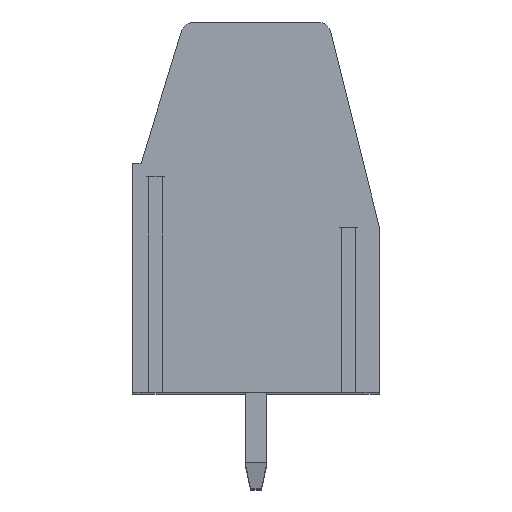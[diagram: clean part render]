
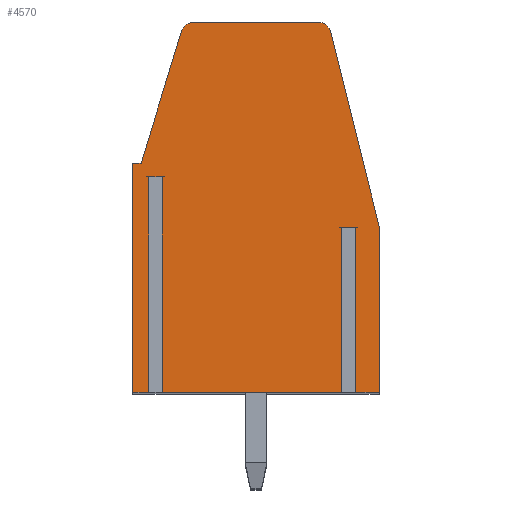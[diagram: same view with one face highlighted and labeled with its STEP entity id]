
A CAD part, top view. The second image highlights one B-rep face of the part: STEP entity #4570.
In plain terms, the highlighted planar face has unit normal (0, 0, 1).
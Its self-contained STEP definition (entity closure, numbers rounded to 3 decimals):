
#13=DIRECTION('',(-1.,0.,0.));
#14=VECTOR('',#13,0.503);
#15=CARTESIAN_POINT('',(-3.413,1.1,38.1));
#16=LINE('',#15,#14);
#17=DIRECTION('',(0.,1.,0.));
#18=VECTOR('',#17,7.85);
#19=CARTESIAN_POINT('',(-3.917,-6.75,38.1));
#20=LINE('',#19,#18);
#21=DIRECTION('',(1.,0.,0.));
#22=VECTOR('',#21,0.583);
#23=CARTESIAN_POINT('',(-4.5,-6.75,38.1));
#24=LINE('',#23,#22);
#25=DIRECTION('',(0.,-1.,0.));
#26=VECTOR('',#25,8.35);
#27=CARTESIAN_POINT('',(-4.5,1.6,38.1));
#28=LINE('',#27,#26);
#29=DIRECTION('',(-1.,0.,0.));
#30=VECTOR('',#29,0.31);
#31=CARTESIAN_POINT('',(-4.19,1.6,38.1));
#32=LINE('',#31,#30);
#33=DIRECTION('',(-0.292,-0.956,0.));
#34=VECTOR('',#33,5.015);
#35=CARTESIAN_POINT('',(-2.723,6.396,38.1));
#36=LINE('',#35,#34);
#37=CARTESIAN_POINT('',(-2.245,6.25,38.1));
#38=DIRECTION('',(0.,0.,1.));
#39=DIRECTION('',(0.,1.,0.));
#40=AXIS2_PLACEMENT_3D('',#37,#38,#39);
#42=DIRECTION('',(-1.,0.,0.));
#43=VECTOR('',#42,4.489);
#44=CARTESIAN_POINT('',(2.244,6.75,38.1));
#45=LINE('',#44,#43);
#46=CARTESIAN_POINT('',(2.244,6.25,38.1));
#47=DIRECTION('',(0.,0.,1.));
#48=DIRECTION('',(0.97,0.242,0.));
#49=AXIS2_PLACEMENT_3D('',#46,#47,#48);
#51=DIRECTION('',(-0.242,0.97,0.));
#52=VECTOR('',#51,7.318);
#53=CARTESIAN_POINT('',(4.5,-0.73,38.1));
#54=LINE('',#53,#52);
#55=DIRECTION('',(0.,1.,0.));
#56=VECTOR('',#55,6.02);
#57=CARTESIAN_POINT('',(4.5,-6.75,38.1));
#58=LINE('',#57,#56);
#59=DIRECTION('',(1.,0.,0.));
#60=VECTOR('',#59,0.863);
#61=CARTESIAN_POINT('',(3.637,-6.75,38.1));
#62=LINE('',#61,#60);
#63=DIRECTION('',(0.,1.,0.));
#64=VECTOR('',#63,6.02);
#65=CARTESIAN_POINT('',(3.637,-6.75,38.1));
#66=LINE('',#65,#64);
#67=DIRECTION('',(-1.,0.,0.));
#68=VECTOR('',#67,0.503);
#69=CARTESIAN_POINT('',(3.637,-0.73,38.1));
#70=LINE('',#69,#68);
#71=DIRECTION('',(0.,1.,0.));
#72=VECTOR('',#71,6.02);
#73=CARTESIAN_POINT('',(3.133,-6.75,38.1));
#74=LINE('',#73,#72);
#75=DIRECTION('',(1.,0.,0.));
#76=VECTOR('',#75,6.547);
#77=CARTESIAN_POINT('',(-3.413,-6.75,38.1));
#78=LINE('',#77,#76);
#79=DIRECTION('',(0.,1.,0.));
#80=VECTOR('',#79,7.85);
#81=CARTESIAN_POINT('',(-3.413,-6.75,38.1));
#82=LINE('',#81,#80);
#3565=CARTESIAN_POINT('',(4.5,-6.75,38.1));
#3566=CARTESIAN_POINT('',(4.5,-0.73,38.1));
#3567=VERTEX_POINT('',#3565);
#3568=VERTEX_POINT('',#3566);
#3569=CARTESIAN_POINT('',(2.73,6.371,38.1));
#3570=VERTEX_POINT('',#3569);
#3571=CARTESIAN_POINT('',(2.244,6.75,38.1));
#3572=VERTEX_POINT('',#3571);
#3573=CARTESIAN_POINT('',(-2.245,6.75,38.1));
#3574=VERTEX_POINT('',#3573);
#3575=CARTESIAN_POINT('',(-2.723,6.396,38.1));
#3576=VERTEX_POINT('',#3575);
#3577=CARTESIAN_POINT('',(-4.19,1.6,38.1));
#3578=VERTEX_POINT('',#3577);
#3579=CARTESIAN_POINT('',(-4.5,1.6,38.1));
#3580=VERTEX_POINT('',#3579);
#3581=CARTESIAN_POINT('',(-4.5,-6.75,38.1));
#3582=VERTEX_POINT('',#3581);
#3657=CARTESIAN_POINT('',(3.637,-0.73,38.1));
#3658=CARTESIAN_POINT('',(3.133,-0.73,38.1));
#3659=VERTEX_POINT('',#3657);
#3660=VERTEX_POINT('',#3658);
#3661=CARTESIAN_POINT('',(3.133,-6.75,38.1));
#3662=VERTEX_POINT('',#3661);
#3663=CARTESIAN_POINT('',(3.637,-6.75,38.1));
#3664=VERTEX_POINT('',#3663);
#3681=CARTESIAN_POINT('',(-3.413,1.1,38.1));
#3682=CARTESIAN_POINT('',(-3.917,1.1,38.1));
#3683=VERTEX_POINT('',#3681);
#3684=VERTEX_POINT('',#3682);
#3685=CARTESIAN_POINT('',(-3.413,-6.75,38.1));
#3686=VERTEX_POINT('',#3685);
#3687=CARTESIAN_POINT('',(-3.917,-6.75,38.1));
#3688=VERTEX_POINT('',#3687);
#4529=CARTESIAN_POINT('',(0.,0.,38.1));
#4530=DIRECTION('',(0.,0.,1.));
#4531=DIRECTION('',(1.,0.,0.));
#4532=AXIS2_PLACEMENT_3D('',#4529,#4530,#4531);
#4533=PLANE('',#4532);
#4535=ORIENTED_EDGE('',*,*,#4534,.T.);
#4537=ORIENTED_EDGE('',*,*,#4536,.F.);
#4539=ORIENTED_EDGE('',*,*,#4538,.F.);
#4541=ORIENTED_EDGE('',*,*,#4540,.F.);
#4543=ORIENTED_EDGE('',*,*,#4542,.F.);
#4545=ORIENTED_EDGE('',*,*,#4544,.F.);
#4547=ORIENTED_EDGE('',*,*,#4546,.F.);
#4549=ORIENTED_EDGE('',*,*,#4548,.F.);
#4551=ORIENTED_EDGE('',*,*,#4550,.F.);
#4553=ORIENTED_EDGE('',*,*,#4552,.F.);
#4555=ORIENTED_EDGE('',*,*,#4554,.F.);
#4557=ORIENTED_EDGE('',*,*,#4556,.F.);
#4559=ORIENTED_EDGE('',*,*,#4558,.T.);
#4561=ORIENTED_EDGE('',*,*,#4560,.T.);
#4563=ORIENTED_EDGE('',*,*,#4562,.F.);
#4565=ORIENTED_EDGE('',*,*,#4564,.F.);
#4567=ORIENTED_EDGE('',*,*,#4566,.T.);
#4568=EDGE_LOOP('',(#4535,#4537,#4539,#4541,#4543,#4545,#4547,#4549,#4551,#4553,
#4555,#4557,#4559,#4561,#4563,#4565,#4567));
#4569=FACE_OUTER_BOUND('',#4568,.F.);
#41=CIRCLE('',#40,0.5);
#50=CIRCLE('',#49,0.5);
#4534=EDGE_CURVE('',#3683,#3684,#16,.T.);
#4536=EDGE_CURVE('',#3688,#3684,#20,.T.);
#4538=EDGE_CURVE('',#3582,#3688,#24,.T.);
#4540=EDGE_CURVE('',#3580,#3582,#28,.T.);
#4542=EDGE_CURVE('',#3578,#3580,#32,.T.);
#4544=EDGE_CURVE('',#3576,#3578,#36,.T.);
#4546=EDGE_CURVE('',#3574,#3576,#41,.T.);
#4548=EDGE_CURVE('',#3572,#3574,#45,.T.);
#4550=EDGE_CURVE('',#3570,#3572,#50,.T.);
#4552=EDGE_CURVE('',#3568,#3570,#54,.T.);
#4554=EDGE_CURVE('',#3567,#3568,#58,.T.);
#4556=EDGE_CURVE('',#3664,#3567,#62,.T.);
#4558=EDGE_CURVE('',#3664,#3659,#66,.T.);
#4560=EDGE_CURVE('',#3659,#3660,#70,.T.);
#4562=EDGE_CURVE('',#3662,#3660,#74,.T.);
#4564=EDGE_CURVE('',#3686,#3662,#78,.T.);
#4566=EDGE_CURVE('',#3686,#3683,#82,.T.);
#4570=ADVANCED_FACE('',(#4569),#4533,.T.);
